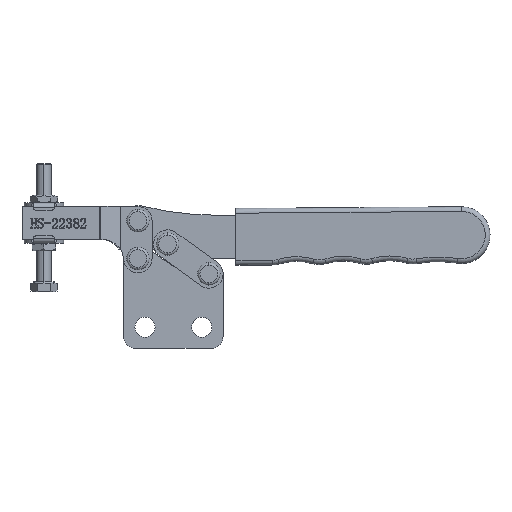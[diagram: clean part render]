
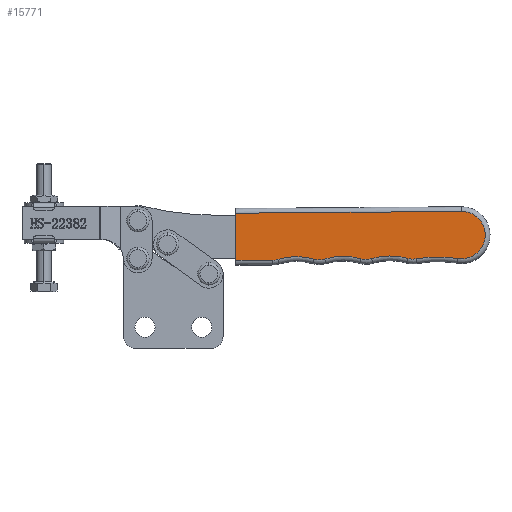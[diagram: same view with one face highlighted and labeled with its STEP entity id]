
A CAD part, top view. The second image highlights one B-rep face of the part: STEP entity #15771.
In plain terms, the highlighted planar face has unit normal (0, 0, 1).
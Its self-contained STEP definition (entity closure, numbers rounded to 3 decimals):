
#4263 = CARTESIAN_POINT ( 'NONE',  ( 95.5, 22., 8. ) ) ;
#4264 = DIRECTION ( 'NONE',  ( -1., 0., 0. ) ) ;
#4273 = CARTESIAN_POINT ( 'NONE',  ( 95.5, 12., 8. ) ) ;
#4274 = DIRECTION ( 'NONE',  ( 0., 0., 1. ) ) ;
#4275 = DIRECTION ( 'NONE',  ( -1., 0., 0. ) ) ;
#4276 = CARTESIAN_POINT ( 'NONE',  ( 85.115, -49.124, 8. ) ) ;
#4277 = DIRECTION ( 'NONE',  ( 0., 0., -1. ) ) ;
#4278 = DIRECTION ( 'NONE',  ( -1., 0., 0. ) ) ;
#4279 = CARTESIAN_POINT ( 'NONE',  ( 74.9, 10., 8. ) ) ;
#4280 = DIRECTION ( 'NONE',  ( 0., 0., 1. ) ) ;
#4281 = DIRECTION ( 'NONE',  ( -1., 0., 0. ) ) ;
#4282 = CARTESIAN_POINT ( 'NONE',  ( 65., -23.571, 8. ) ) ;
#4283 = DIRECTION ( 'NONE',  ( 0., 0., -1. ) ) ;
#4284 = DIRECTION ( 'NONE',  ( -1., 0., 0. ) ) ;
#4285 = CARTESIAN_POINT ( 'NONE',  ( 55.1, 10., 8. ) ) ;
#4286 = DIRECTION ( 'NONE',  ( 0., 0., 1. ) ) ;
#4287 = DIRECTION ( 'NONE',  ( -1., 0., 0. ) ) ;
#4288 = CARTESIAN_POINT ( 'NONE',  ( 45.2, -23.571, 8. ) ) ;
#4289 = DIRECTION ( 'NONE',  ( 0., 0., -1. ) ) ;
#4290 = DIRECTION ( 'NONE',  ( -1., 0., 0. ) ) ;
#4291 = CARTESIAN_POINT ( 'NONE',  ( 35.3, 10., 8. ) ) ;
#4292 = DIRECTION ( 'NONE',  ( 0., 0., 1. ) ) ;
#4293 = DIRECTION ( 'NONE',  ( -1., 0., 0. ) ) ;
#4294 = CARTESIAN_POINT ( 'NONE',  ( 95.5, 2., 8. ) ) ;
#4295 = DIRECTION ( 'NONE',  ( 1., 0., 0. ) ) ;
#4296 = CARTESIAN_POINT ( 'NONE',  ( 25.4, -23.571, 8. ) ) ;
#4297 = DIRECTION ( 'NONE',  ( 0., 0., -1. ) ) ;
#4298 = DIRECTION ( 'NONE',  ( -1., 0., 0. ) ) ;
#4300 = CARTESIAN_POINT ( 'NONE',  ( 15.5, 10., 8. ) ) ;
#4301 = DIRECTION ( 'NONE',  ( 0., 0., 1. ) ) ;
#4302 = DIRECTION ( 'NONE',  ( -1., 0., 0. ) ) ;
#4385 = DIRECTION ( 'NONE',  ( 0., -1., 0. ) ) ;
#4386 = CARTESIAN_POINT ( 'NONE',  ( 0., 0., 8. ) ) ;
#4798 = LINE ( 'NONE', #4386, #4800 ) ;
#4800 = VECTOR ( 'NONE', #4385, 1000. ) ;
#7153 = FACE_OUTER_BOUND ( 'NONE', #9033, .T. ) ;
#8968 = VERTEX_POINT ( 'NONE', #11214 ) ;
#8969 = VERTEX_POINT ( 'NONE', #11215 ) ;
#8970 = VERTEX_POINT ( 'NONE', #11216 ) ;
#8971 = VERTEX_POINT ( 'NONE', #11217 ) ;
#8972 = VERTEX_POINT ( 'NONE', #11218 ) ;
#8973 = VERTEX_POINT ( 'NONE', #11219 ) ;
#8974 = VERTEX_POINT ( 'NONE', #11220 ) ;
#8975 = VERTEX_POINT ( 'NONE', #11221 ) ;
#9033 = EDGE_LOOP ( 'NONE', ( #9830, #9831, #9832, #9833, #9834, #9835, #9836, #9837, #9838, #9839, #9840, #9841 ) ) ;
#9830 = ORIENTED_EDGE ( 'NONE', *, *, #22977, .T. ) ;
#9831 = ORIENTED_EDGE ( 'NONE', *, *, #22941, .T. ) ;
#9832 = ORIENTED_EDGE ( 'NONE', *, *, #22940, .T. ) ;
#9833 = ORIENTED_EDGE ( 'NONE', *, *, #22939, .T. ) ;
#9834 = ORIENTED_EDGE ( 'NONE', *, *, #22938, .T. ) ;
#9835 = ORIENTED_EDGE ( 'NONE', *, *, #22937, .T. ) ;
#9836 = ORIENTED_EDGE ( 'NONE', *, *, #22936, .T. ) ;
#9837 = ORIENTED_EDGE ( 'NONE', *, *, #22935, .T. ) ;
#9838 = ORIENTED_EDGE ( 'NONE', *, *, #22934, .T. ) ;
#9839 = ORIENTED_EDGE ( 'NONE', *, *, #22933, .T. ) ;
#9840 = ORIENTED_EDGE ( 'NONE', *, *, #22932, .T. ) ;
#9841 = ORIENTED_EDGE ( 'NONE', *, *, #22931, .T. ) ;
#11214 = CARTESIAN_POINT ( 'NONE',  ( 17.763, 2.327, 8. ) ) ;
#11215 = CARTESIAN_POINT ( 'NONE',  ( 33.037, 2.327, 8. ) ) ;
#11216 = CARTESIAN_POINT ( 'NONE',  ( 37.563, 2.327, 8. ) ) ;
#11217 = CARTESIAN_POINT ( 'NONE',  ( 57.363, 2.327, 8. ) ) ;
#11218 = CARTESIAN_POINT ( 'NONE',  ( 72.637, 2.327, 8. ) ) ;
#11219 = CARTESIAN_POINT ( 'NONE',  ( 76.262, 2.117, 8. ) ) ;
#11220 = CARTESIAN_POINT ( 'NONE',  ( 93.825, 2.141, 8. ) ) ;
#11221 = CARTESIAN_POINT ( 'NONE',  ( 95.5, 22., 8. ) ) ;
#14559 = VERTEX_POINT ( 'NONE', #23647 ) ;
#14563 = VERTEX_POINT ( 'NONE', #23651 ) ;
#14568 = VERTEX_POINT ( 'NONE', #23656 ) ;
#14569 = VERTEX_POINT ( 'NONE', #23657 ) ;
#15569 = CARTESIAN_POINT ( 'NONE',  ( 95.5, 12., 8. ) ) ;
#15571 = PLANE ( 'NONE',  #16148 ) ;
#15574 = DIRECTION ( 'NONE',  ( 0., 0., -1. ) ) ;
#15575 = DIRECTION ( 'NONE',  ( -1., 0., 0. ) ) ;
#15771 = ADVANCED_FACE ( 'NONE', ( #7153 ), #15571, .F. ) ;
#16148 = AXIS2_PLACEMENT_3D ( 'NONE', #15569, #15574, #15575 ) ;
#16501 = AXIS2_PLACEMENT_3D ( 'NONE', #4273, #4274, #4275 ) ;
#16502 = AXIS2_PLACEMENT_3D ( 'NONE', #4276, #4277, #4278 ) ;
#16503 = AXIS2_PLACEMENT_3D ( 'NONE', #4279, #4280, #4281 ) ;
#16504 = AXIS2_PLACEMENT_3D ( 'NONE', #4282, #4283, #4284 ) ;
#16505 = AXIS2_PLACEMENT_3D ( 'NONE', #4285, #4286, #4287 ) ;
#16506 = AXIS2_PLACEMENT_3D ( 'NONE', #4288, #4289, #4290 ) ;
#16507 = AXIS2_PLACEMENT_3D ( 'NONE', #4291, #4292, #4293 ) ;
#16508 = AXIS2_PLACEMENT_3D ( 'NONE', #4296, #4297, #4298 ) ;
#16509 = AXIS2_PLACEMENT_3D ( 'NONE', #4300, #4301, #4302 ) ;
#20516 = CIRCLE ( 'NONE', #16501, 10. ) ;
#20528 = LINE ( 'NONE', #4263, #20530 ) ;
#20530 = VECTOR ( 'NONE', #4264, 1000. ) ;
#20531 = CIRCLE ( 'NONE', #16502, 52. ) ;
#20532 = CIRCLE ( 'NONE', #16503, 8. ) ;
#20533 = CIRCLE ( 'NONE', #16504, 27. ) ;
#20534 = CIRCLE ( 'NONE', #16505, 8. ) ;
#20535 = CIRCLE ( 'NONE', #16506, 27. ) ;
#20536 = CIRCLE ( 'NONE', #16507, 8. ) ;
#20537 = CIRCLE ( 'NONE', #16508, 27. ) ;
#20538 = CIRCLE ( 'NONE', #16509, 8. ) ;
#20539 = LINE ( 'NONE', #4294, #20541 ) ;
#20541 = VECTOR ( 'NONE', #4295, 1000. ) ;
#22931 = EDGE_CURVE ( 'NONE', #8975, #14563, #20528, .T. ) ;
#22932 = EDGE_CURVE ( 'NONE', #8974, #8975, #20516, .T. ) ;
#22933 = EDGE_CURVE ( 'NONE', #8973, #8974, #20531, .T. ) ;
#22934 = EDGE_CURVE ( 'NONE', #8972, #8973, #20532, .T. ) ;
#22935 = EDGE_CURVE ( 'NONE', #8971, #8972, #20533, .T. ) ;
#22936 = EDGE_CURVE ( 'NONE', #14569, #8971, #20534, .T. ) ;
#22937 = EDGE_CURVE ( 'NONE', #8970, #14569, #20535, .T. ) ;
#22938 = EDGE_CURVE ( 'NONE', #8969, #8970, #20536, .T. ) ;
#22939 = EDGE_CURVE ( 'NONE', #8968, #8969, #20537, .T. ) ;
#22940 = EDGE_CURVE ( 'NONE', #14559, #8968, #20538, .T. ) ;
#22941 = EDGE_CURVE ( 'NONE', #14568, #14559, #20539, .T. ) ;
#22977 = EDGE_CURVE ( 'NONE', #14563, #14568, #4798, .T. ) ;
#23647 = CARTESIAN_POINT ( 'NONE',  ( 15.5, 2., 8. ) ) ;
#23651 = CARTESIAN_POINT ( 'NONE',  ( 0., 22., 8. ) ) ;
#23656 = CARTESIAN_POINT ( 'NONE',  ( 0., 2., 8. ) ) ;
#23657 = CARTESIAN_POINT ( 'NONE',  ( 52.837, 2.327, 8. ) ) ;
